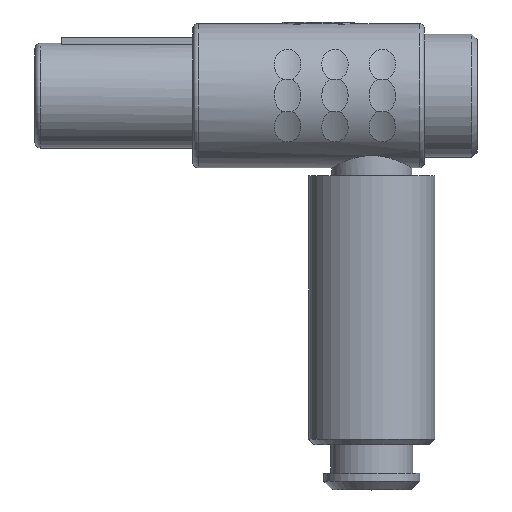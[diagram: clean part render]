
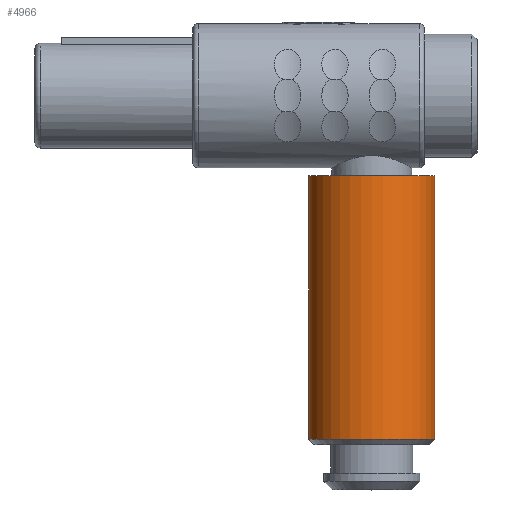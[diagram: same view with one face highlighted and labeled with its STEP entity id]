
A CAD part, top view. The second image highlights one B-rep face of the part: STEP entity #4966.
In plain terms, the highlighted cylindrical face has radius 6 mm (diameter 12 mm), a partial arc.
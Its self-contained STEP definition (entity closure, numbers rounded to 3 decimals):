
#1041=CARTESIAN_POINT('',(10.3,-7.6,0.));
#1042=DIRECTION('',(0.,-1.,0.));
#1043=DIRECTION('',(1.,0.,0.));
#1044=AXIS2_PLACEMENT_3D('',#1041,#1042,#1043);
#1046=DIRECTION('',(0.,1.,0.));
#1047=VECTOR('',#1046,25.05);
#1048=CARTESIAN_POINT('',(16.3,-32.65,
0.));
#1049=LINE('',#1048,#1047);
#1050=DIRECTION('',(0.,1.,0.));
#1051=VECTOR('',#1050,25.05);
#1052=CARTESIAN_POINT('',(4.3,-32.65,
0.));
#1053=LINE('',#1052,#1051);
#1059=CARTESIAN_POINT('',(10.3,-32.65,0.));
#1060=DIRECTION('',(0.,1.,0.));
#1061=DIRECTION('',(-1.,0.,0.));
#1062=AXIS2_PLACEMENT_3D('',#1059,#1060,#1061);
#3268=CARTESIAN_POINT('',(16.3,-7.6,0.));
#3269=CARTESIAN_POINT('',(4.3,-7.6,0.));
#3270=VERTEX_POINT('',#3268);
#3271=VERTEX_POINT('',#3269);
#3300=CARTESIAN_POINT('',(16.3,-32.65,
0.));
#3301=VERTEX_POINT('',#3300);
#3302=CARTESIAN_POINT('',(4.3,-32.65,
0.));
#3303=VERTEX_POINT('',#3302);
#4954=CARTESIAN_POINT('',(10.3,-2.17,0.));
#4955=DIRECTION('',(0.,-1.,0.));
#4956=DIRECTION('',(-1.,0.,0.));
#4957=AXIS2_PLACEMENT_3D('',#4954,#4955,#4956);
#4958=CYLINDRICAL_SURFACE('',#4957,6.);
#4959=ORIENTED_EDGE('',*,*,#4937,.F.);
#4961=ORIENTED_EDGE('',*,*,#4960,.F.);
#4962=ORIENTED_EDGE('',*,*,#4940,.T.);
#4963=ORIENTED_EDGE('',*,*,#4916,.F.);
#4964=EDGE_LOOP('',(#4959,#4961,#4962,#4963));
#4965=FACE_OUTER_BOUND('',#4964,.F.);
#1045=CIRCLE('',#1044,6.);
#1063=CIRCLE('',#1062,6.);
#4916=EDGE_CURVE('',#3270,#3271,#1045,.T.);
#4937=EDGE_CURVE('',#3301,#3270,#1049,.T.);
#4940=EDGE_CURVE('',#3303,#3271,#1053,.T.);
#4960=EDGE_CURVE('',#3303,#3301,#1063,.T.);
#4966=ADVANCED_FACE('',(#4965),#4958,.T.);
